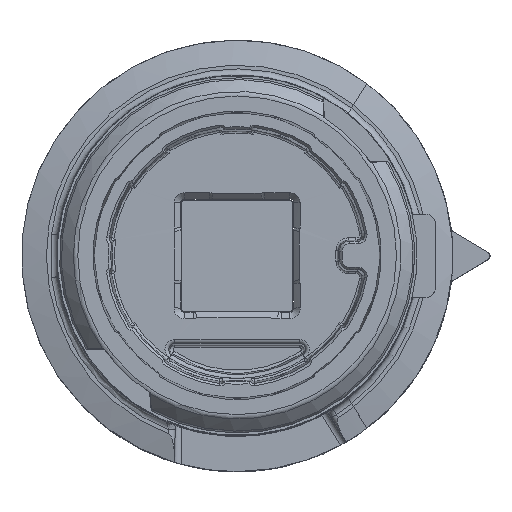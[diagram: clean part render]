
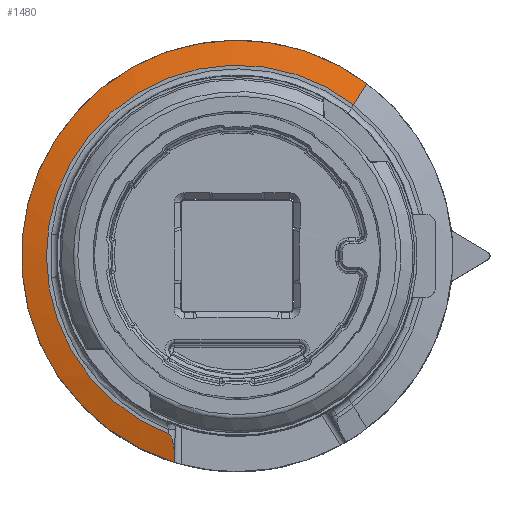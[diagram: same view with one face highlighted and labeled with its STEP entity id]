
A CAD part, top view. The second image highlights one B-rep face of the part: STEP entity #1480.
In plain terms, the highlighted conical face has half-angle 75.964 degrees and reference radius 23.288 mm.
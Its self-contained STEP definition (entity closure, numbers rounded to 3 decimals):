
#555=B_SPLINE_CURVE_WITH_KNOTS('',3,(#18593,#18594,#18595,#18596,#18597,
#18598,#18599,#18600,#18601,#18602),.UNSPECIFIED.,.F.,.F.,(4,2,2,2,4),(0.,
0.5,0.75,0.875,1.),.UNSPECIFIED.);
#556=B_SPLINE_CURVE_WITH_KNOTS('',3,(#18603,#18604,#18605,#18606),
 .UNSPECIFIED.,.F.,.F.,(4,4),(0.,1.),.UNSPECIFIED.);
#557=B_SPLINE_CURVE_WITH_KNOTS('',3,(#18607,#18608,#18609,#18610),
 .UNSPECIFIED.,.F.,.F.,(4,4),(0.,1.),.UNSPECIFIED.);
#558=B_SPLINE_CURVE_WITH_KNOTS('',3,(#18612,#18613,#18614,#18615),
 .UNSPECIFIED.,.F.,.F.,(4,4),(0.,1.),.UNSPECIFIED.);
#559=B_SPLINE_CURVE_WITH_KNOTS('',3,(#18617,#18618,#18619,#18620),
 .UNSPECIFIED.,.F.,.F.,(4,4),(0.,1.),.UNSPECIFIED.);
#1480=ADVANCED_FACE('',(#2093),#1771,.T.);
#1771=CONICAL_SURFACE('',#9596,23.288,75.964);
#2093=FACE_OUTER_BOUND('',#2670,.T.);
#2670=EDGE_LOOP('',(#4846,#4847,#4848,#4849,#4850,#4851,#4852,#4853));
#3176=CIRCLE('',#9541,23.288);
#3181=CIRCLE('',#9548,23.288);
#3189=CIRCLE('',#9564,20.588);
#4846=ORIENTED_EDGE('',*,*,#7830,.T.);
#4847=ORIENTED_EDGE('',*,*,#7789,.F.);
#4848=ORIENTED_EDGE('',*,*,#7831,.F.);
#4849=ORIENTED_EDGE('',*,*,#7745,.F.);
#4850=ORIENTED_EDGE('',*,*,#7832,.T.);
#4851=ORIENTED_EDGE('',*,*,#7833,.T.);
#4852=ORIENTED_EDGE('',*,*,#7834,.T.);
#4853=ORIENTED_EDGE('',*,*,#7760,.F.);
#6643=VERTEX_POINT('',#18104);
#6644=VERTEX_POINT('',#18106);
#6647=VERTEX_POINT('',#18115);
#6653=VERTEX_POINT('',#18145);
#6664=VERTEX_POINT('',#18376);
#6665=VERTEX_POINT('',#18378);
#6681=VERTEX_POINT('',#18611);
#6682=VERTEX_POINT('',#18616);
#7745=EDGE_CURVE('',#6643,#6644,#3176,.T.);
#7760=EDGE_CURVE('',#6653,#6647,#3181,.T.);
#7789=EDGE_CURVE('',#6664,#6665,#3189,.T.);
#7830=EDGE_CURVE('',#6653,#6665,#555,.T.);
#7831=EDGE_CURVE('',#6644,#6664,#556,.T.);
#7832=EDGE_CURVE('',#6643,#6681,#557,.T.);
#7833=EDGE_CURVE('',#6681,#6682,#558,.T.);
#7834=EDGE_CURVE('',#6682,#6647,#559,.T.);
#9541=AXIS2_PLACEMENT_3D('',#18105,#11420,#11421);
#9548=AXIS2_PLACEMENT_3D('',#18146,#11442,#11443);
#9564=AXIS2_PLACEMENT_3D('',#18377,#11481,#11482);
#9596=AXIS2_PLACEMENT_3D('',#18621,#11557,#11558);
#11420=DIRECTION('',(0.,0.,-1.));
#11421=DIRECTION('',(1.,0.,0.));
#11442=DIRECTION('',(0.,0.,-1.));
#11443=DIRECTION('',(1.,0.,0.));
#11481=DIRECTION('',(0.,0.,1.));
#11482=DIRECTION('',(1.,0.,0.));
#11557=DIRECTION('',(0.,0.,-1.));
#11558=DIRECTION('',(1.,0.,0.));
#18104=CARTESIAN_POINT('',(-23.218,1.798,-18.39));
#18105=CARTESIAN_POINT('',(0.,0.,-18.39));
#18106=CARTESIAN_POINT('',(14.011,18.601,-18.39));
#18115=CARTESIAN_POINT('',(-23.218,-1.798,-18.39));
#18145=CARTESIAN_POINT('',(-6.73,-22.294,-18.39));
#18146=CARTESIAN_POINT('',(0.,0.,-18.39));
#18376=CARTESIAN_POINT('',(12.574,16.301,-17.715));
#18377=CARTESIAN_POINT('',(0.,0.,-17.715));
#18378=CARTESIAN_POINT('',(-7.378,-19.22,-17.715));
#18593=CARTESIAN_POINT('',(-6.73,-22.294,-18.39));
#18594=CARTESIAN_POINT('',(-6.725,-21.764,-18.263));
#18595=CARTESIAN_POINT('',(-6.753,-21.233,-18.138));
#18596=CARTESIAN_POINT('',(-6.865,-20.437,-17.958));
#18597=CARTESIAN_POINT('',(-6.914,-20.172,-17.899));
#18598=CARTESIAN_POINT('',(-7.024,-19.782,-17.816));
#18599=CARTESIAN_POINT('',(-7.067,-19.654,-17.79));
#18600=CARTESIAN_POINT('',(-7.181,-19.409,-17.742));
#18601=CARTESIAN_POINT('',(-7.248,-19.27,-17.715));
#18602=CARTESIAN_POINT('',(-7.378,-19.22,-17.715));
#18603=CARTESIAN_POINT('',(14.011,18.601,-18.39));
#18604=CARTESIAN_POINT('',(13.532,17.835,-18.165));
#18605=CARTESIAN_POINT('',(13.053,17.068,-17.94));
#18606=CARTESIAN_POINT('',(12.574,16.301,-17.715));
#18607=CARTESIAN_POINT('',(-23.218,1.798,-18.39));
#18608=CARTESIAN_POINT('',(-23.219,1.781,-18.39));
#18609=CARTESIAN_POINT('',(-23.22,1.763,-18.39));
#18610=CARTESIAN_POINT('',(-23.22,1.746,-18.39));
#18611=CARTESIAN_POINT('',(-23.22,1.746,-18.39));
#18612=CARTESIAN_POINT('',(-23.22,1.746,-18.39));
#18613=CARTESIAN_POINT('',(-23.22,0.581,-18.368));
#18614=CARTESIAN_POINT('',(-23.22,-0.583,-18.368));
#18615=CARTESIAN_POINT('',(-23.22,-1.746,-18.39));
#18616=CARTESIAN_POINT('',(-23.22,-1.746,-18.39));
#18617=CARTESIAN_POINT('',(-23.22,-1.746,-18.39));
#18618=CARTESIAN_POINT('',(-23.22,-1.763,-18.39));
#18619=CARTESIAN_POINT('',(-23.219,-1.781,-18.39));
#18620=CARTESIAN_POINT('',(-23.218,-1.798,-18.39));
#18621=CARTESIAN_POINT('',(0.,0.,-18.39));
